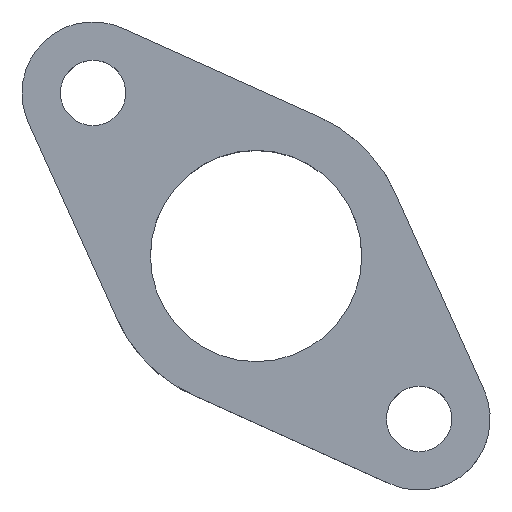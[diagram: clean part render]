
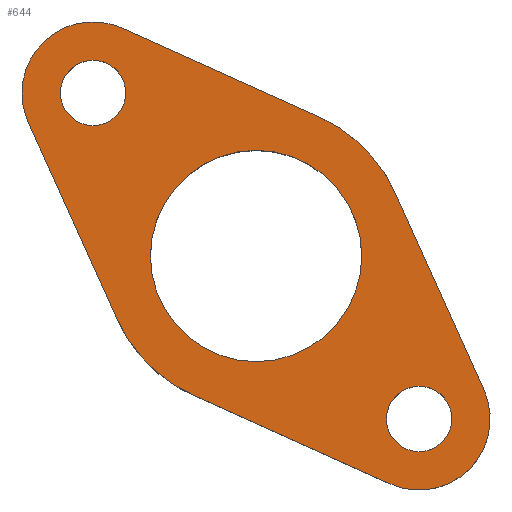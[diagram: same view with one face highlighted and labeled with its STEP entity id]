
A CAD part, top view. The second image highlights one B-rep face of the part: STEP entity #644.
In plain terms, the highlighted planar face has unit normal (0, 0, 1).
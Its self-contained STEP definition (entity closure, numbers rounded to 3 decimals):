
#3 = VERTEX_POINT ( 'NONE', #113 ) ;
#4 = AXIS2_PLACEMENT_3D ( 'NONE', #294, #558, #265 ) ;
#9 = VERTEX_POINT ( 'NONE', #421 ) ;
#12 = CIRCLE ( 'NONE', #403, 1.7 ) ;
#18 = DIRECTION ( 'NONE',  ( 0., 0., 1. ) ) ;
#19 = EDGE_LOOP ( 'NONE', ( #381, #378, #379, #377, #376, #374, #373, #372, #371 ) ) ;
#28 = PLANE ( 'NONE',  #525 ) ;
#31 = CARTESIAN_POINT ( 'NONE',  ( 28.5, -12.25, 3. ) ) ;
#34 = EDGE_LOOP ( 'NONE', ( #361, #363 ) ) ;
#49 = DIRECTION ( 'NONE',  ( 1., 0., 0. ) ) ;
#61 = CIRCLE ( 'NONE', #177, 1.7 ) ;
#63 = LINE ( 'NONE', #481, #68 ) ;
#64 = CIRCLE ( 'NONE', #4, 5.5 ) ;
#68 = VECTOR ( 'NONE', #414, 1000. ) ;
#69 = CIRCLE ( 'NONE', #679, 5.5 ) ;
#70 = LINE ( 'NONE', #460, #77 ) ;
#71 = EDGE_CURVE ( 'NONE', #653, #484, #12, .T. ) ;
#77 = VECTOR ( 'NONE', #264, 1000. ) ;
#79 = CIRCLE ( 'NONE', #554, 7.95 ) ;
#85 = LINE ( 'NONE', #694, #86 ) ;
#86 = VECTOR ( 'NONE', #682, 1000. ) ;
#89 = CIRCLE ( 'NONE', #518, 1.7 ) ;
#92 = DIRECTION ( 'NONE',  ( 1., 0., 0. ) ) ;
#95 = LINE ( 'NONE', #568, #97 ) ;
#97 = VECTOR ( 'NONE', #248, 1000. ) ;
#109 = CIRCLE ( 'NONE', #446, 3.7 ) ;
#111 = CIRCLE ( 'NONE', #417, 1.7 ) ;
#113 = CARTESIAN_POINT ( 'NONE',  ( 35.465, -24.109, 3. ) ) ;
#114 = CIRCLE ( 'NONE', #391, 7.95 ) ;
#118 = DIRECTION ( 'NONE',  ( 1., 0., 0. ) ) ;
#119 = CARTESIAN_POINT ( 'NONE',  ( 20.015, -3.765, 3. ) ) ;
#126 = DIRECTION ( 'NONE',  ( 1., 0., 0. ) ) ;
#137 = DIRECTION ( 'NONE',  ( 0., 0., 1. ) ) ;
#144 = VERTEX_POINT ( 'NONE', #150 ) ;
#150 = CARTESIAN_POINT ( 'NONE',  ( 35.285, -20.735, 3. ) ) ;
#162 = FACE_BOUND ( 'NONE', #646, .T. ) ;
#165 = FACE_BOUND ( 'NONE', #34, .T. ) ;
#167 = FACE_BOUND ( 'NONE', #680, .T. ) ;
#168 = DIRECTION ( 'NONE',  ( 1., 0., 0. ) ) ;
#169 = FACE_OUTER_BOUND ( 'NONE', #19, .T. ) ;
#172 = DIRECTION ( 'NONE',  ( 0., 0., 1. ) ) ;
#174 = CARTESIAN_POINT ( 'NONE',  ( 36.985, -20.735, 3. ) ) ;
#177 = AXIS2_PLACEMENT_3D ( 'NONE', #621, #18, #570 ) ;
#181 = CIRCLE ( 'NONE', #654, 3.7 ) ;
#194 = EDGE_CURVE ( 'NONE', #380, #9, #506, .T. ) ;
#195 = DIRECTION ( 'NONE',  ( 0., 0., 1. ) ) ;
#200 = DIRECTION ( 'NONE',  ( 0., 0., 1. ) ) ;
#203 = CARTESIAN_POINT ( 'NONE',  ( 21.535, -0.391, 3. ) ) ;
#207 = DIRECTION ( 'NONE',  ( 0., 0., 1. ) ) ;
#208 = CARTESIAN_POINT ( 'NONE',  ( 28.5, -12.25, 3. ) ) ;
#244 = VERTEX_POINT ( 'NONE', #504 ) ;
#248 = DIRECTION ( 'NONE',  ( -0.411, 0.912, 0. ) ) ;
#254 = EDGE_CURVE ( 'NONE', #144, #347, #61, .T. ) ;
#264 = DIRECTION ( 'NONE',  ( -0.912, 0.411, 0. ) ) ;
#265 = DIRECTION ( 'NONE',  ( 1., 0., 0. ) ) ;
#272 = DIRECTION ( 'NONE',  ( 0., 0., 1. ) ) ;
#275 = EDGE_CURVE ( 'NONE', #530, #244, #63, .T. ) ;
#280 = DIRECTION ( 'NONE',  ( 1., 0., 0. ) ) ;
#284 = AXIS2_PLACEMENT_3D ( 'NONE', #332, #642, #126 ) ;
#288 = CARTESIAN_POINT ( 'NONE',  ( 35.748, -8.984, 3. ) ) ;
#292 = EDGE_CURVE ( 'NONE', #495, #582, #64, .T. ) ;
#294 = CARTESIAN_POINT ( 'NONE',  ( 28.5, -12.25, 3. ) ) ;
#301 = DIRECTION ( 'NONE',  ( 1., 0., 0. ) ) ;
#307 = CARTESIAN_POINT ( 'NONE',  ( 16.641, -5.285, 3. ) ) ;
#309 = EDGE_CURVE ( 'NONE', #582, #495, #69, .T. ) ;
#310 = CARTESIAN_POINT ( 'NONE',  ( 18.315, -3.765, 3. ) ) ;
#315 = EDGE_CURVE ( 'NONE', #362, #380, #70, .T. ) ;
#332 = CARTESIAN_POINT ( 'NONE',  ( 20.015, -3.765, 3. ) ) ;
#341 = VERTEX_POINT ( 'NONE', #288 ) ;
#347 = VERTEX_POINT ( 'NONE', #478 ) ;
#348 = CARTESIAN_POINT ( 'NONE',  ( 40.359, -19.215, 3. ) ) ;
#360 = EDGE_CURVE ( 'NONE', #596, #3, #85, .T. ) ;
#361 = ORIENTED_EDGE ( 'NONE', *, *, #309, .F. ) ;
#362 = VERTEX_POINT ( 'NONE', #430 ) ;
#363 = ORIENTED_EDGE ( 'NONE', *, *, #292, .F. ) ;
#365 = ORIENTED_EDGE ( 'NONE', *, *, #534, .F. ) ;
#371 = ORIENTED_EDGE ( 'NONE', *, *, #360, .T. ) ;
#372 = ORIENTED_EDGE ( 'NONE', *, *, #411, .T. ) ;
#373 = ORIENTED_EDGE ( 'NONE', *, *, #275, .T. ) ;
#374 = ORIENTED_EDGE ( 'NONE', *, *, #496, .T. ) ;
#376 = ORIENTED_EDGE ( 'NONE', *, *, #194, .T. ) ;
#377 = ORIENTED_EDGE ( 'NONE', *, *, #315, .T. ) ;
#378 = ORIENTED_EDGE ( 'NONE', *, *, #452, .T. ) ;
#379 = ORIENTED_EDGE ( 'NONE', *, *, #547, .T. ) ;
#380 = VERTEX_POINT ( 'NONE', #203 ) ;
#381 = ORIENTED_EDGE ( 'NONE', *, *, #674, .T. ) ;
#391 = AXIS2_PLACEMENT_3D ( 'NONE', #688, #404, #401 ) ;
#401 = DIRECTION ( 'NONE',  ( 1., 0., 0. ) ) ;
#403 = AXIS2_PLACEMENT_3D ( 'NONE', #433, #557, #617 ) ;
#404 = DIRECTION ( 'NONE',  ( 0., 0., 1. ) ) ;
#411 = EDGE_CURVE ( 'NONE', #244, #596, #79, .T. ) ;
#414 = DIRECTION ( 'NONE',  ( 0.411, -0.912, 0. ) ) ;
#417 = AXIS2_PLACEMENT_3D ( 'NONE', #119, #200, #168 ) ;
#421 = CARTESIAN_POINT ( 'NONE',  ( 16.315, -3.765, 3. ) ) ;
#430 = CARTESIAN_POINT ( 'NONE',  ( 31.766, -5.002, 3. ) ) ;
#433 = CARTESIAN_POINT ( 'NONE',  ( 20.015, -3.765, 3. ) ) ;
#441 = EDGE_CURVE ( 'NONE', #347, #144, #89, .T. ) ;
#446 = AXIS2_PLACEMENT_3D ( 'NONE', #681, #172, #280 ) ;
#448 = CARTESIAN_POINT ( 'NONE',  ( 36.985, -20.735, 3. ) ) ;
#452 = EDGE_CURVE ( 'NONE', #536, #341, #95, .T. ) ;
#460 = CARTESIAN_POINT ( 'NONE',  ( 21.535, -0.391, 3. ) ) ;
#468 = CARTESIAN_POINT ( 'NONE',  ( 23., -12.25, 3. ) ) ;
#471 = CARTESIAN_POINT ( 'NONE',  ( 21.715, -3.765, 3. ) ) ;
#478 = CARTESIAN_POINT ( 'NONE',  ( 38.685, -20.735, 3. ) ) ;
#481 = CARTESIAN_POINT ( 'NONE',  ( 21.252, -15.516, 3. ) ) ;
#482 = DIRECTION ( 'NONE',  ( 1., 0., 0. ) ) ;
#484 = VERTEX_POINT ( 'NONE', #471 ) ;
#488 = CARTESIAN_POINT ( 'NONE',  ( 34., -12.25, 3. ) ) ;
#495 = VERTEX_POINT ( 'NONE', #468 ) ;
#496 = EDGE_CURVE ( 'NONE', #9, #530, #109, .T. ) ;
#504 = CARTESIAN_POINT ( 'NONE',  ( 21.252, -15.516, 3. ) ) ;
#506 = CIRCLE ( 'NONE', #284, 3.7 ) ;
#509 = CARTESIAN_POINT ( 'NONE',  ( 36.985, -20.735, 3. ) ) ;
#518 = AXIS2_PLACEMENT_3D ( 'NONE', #174, #702, #301 ) ;
#520 = ORIENTED_EDGE ( 'NONE', *, *, #71, .F. ) ;
#525 = AXIS2_PLACEMENT_3D ( 'NONE', #448, #195, #92 ) ;
#530 = VERTEX_POINT ( 'NONE', #307 ) ;
#534 = EDGE_CURVE ( 'NONE', #484, #653, #111, .T. ) ;
#536 = VERTEX_POINT ( 'NONE', #348 ) ;
#547 = EDGE_CURVE ( 'NONE', #341, #362, #114, .T. ) ;
#554 = AXIS2_PLACEMENT_3D ( 'NONE', #208, #207, #118 ) ;
#557 = DIRECTION ( 'NONE',  ( 0., 0., 1. ) ) ;
#558 = DIRECTION ( 'NONE',  ( 0., 0., 1. ) ) ;
#568 = CARTESIAN_POINT ( 'NONE',  ( 40.359, -19.215, 3. ) ) ;
#570 = DIRECTION ( 'NONE',  ( 1., 0., 0. ) ) ;
#582 = VERTEX_POINT ( 'NONE', #488 ) ;
#596 = VERTEX_POINT ( 'NONE', #620 ) ;
#600 = ORIENTED_EDGE ( 'NONE', *, *, #441, .F. ) ;
#617 = DIRECTION ( 'NONE',  ( 1., 0., 0. ) ) ;
#620 = CARTESIAN_POINT ( 'NONE',  ( 25.234, -19.498, 3. ) ) ;
#621 = CARTESIAN_POINT ( 'NONE',  ( 36.985, -20.735, 3. ) ) ;
#630 = ORIENTED_EDGE ( 'NONE', *, *, #254, .F. ) ;
#642 = DIRECTION ( 'NONE',  ( 0., 0., 1. ) ) ;
#644 = ADVANCED_FACE ( 'NONE', ( #162, #169, #167, #165 ), #28, .T. ) ;
#646 = EDGE_LOOP ( 'NONE', ( #630, #600 ) ) ;
#653 = VERTEX_POINT ( 'NONE', #310 ) ;
#654 = AXIS2_PLACEMENT_3D ( 'NONE', #509, #272, #49 ) ;
#674 = EDGE_CURVE ( 'NONE', #3, #536, #181, .T. ) ;
#679 = AXIS2_PLACEMENT_3D ( 'NONE', #31, #137, #482 ) ;
#680 = EDGE_LOOP ( 'NONE', ( #520, #365 ) ) ;
#681 = CARTESIAN_POINT ( 'NONE',  ( 20.015, -3.765, 3. ) ) ;
#682 = DIRECTION ( 'NONE',  ( 0.912, -0.411, 0. ) ) ;
#688 = CARTESIAN_POINT ( 'NONE',  ( 28.5, -12.25, 3. ) ) ;
#694 = CARTESIAN_POINT ( 'NONE',  ( 35.465, -24.109, 3. ) ) ;
#702 = DIRECTION ( 'NONE',  ( 0., 0., 1. ) ) ;
